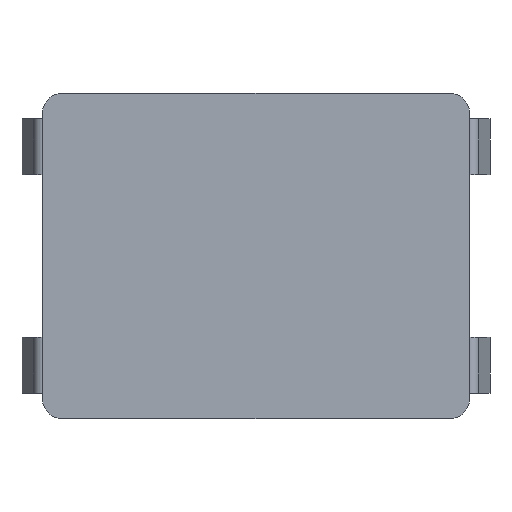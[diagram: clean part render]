
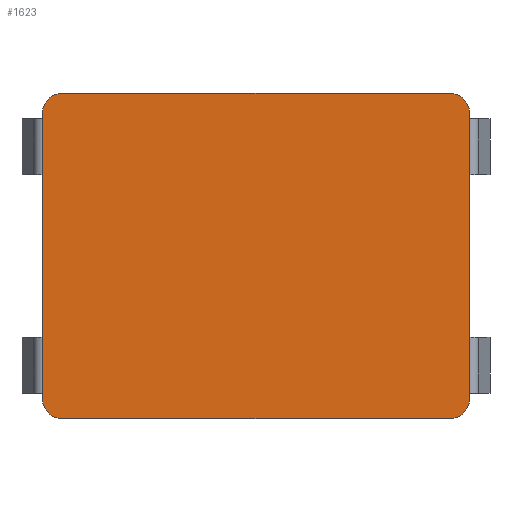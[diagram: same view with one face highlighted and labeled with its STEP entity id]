
A CAD part, front view. The second image highlights one B-rep face of the part: STEP entity #1623.
In plain terms, the highlighted planar face has unit normal (0, -1, 0).
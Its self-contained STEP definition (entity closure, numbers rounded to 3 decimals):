
#50 = LINE ( 'NONE', #1809, #279 ) ;
#65 = EDGE_CURVE ( 'NONE', #415, #541, #50, .T. ) ;
#66 = ORIENTED_EDGE ( 'NONE', *, *, #990, .F. ) ;
#94 = DIRECTION ( 'NONE',  ( 0., 1., 0. ) ) ;
#163 = ORIENTED_EDGE ( 'NONE', *, *, #1428, .F. ) ;
#166 = DIRECTION ( 'NONE',  ( 0., 0., 1. ) ) ;
#192 = DIRECTION ( 'NONE',  ( 0., 0., -1. ) ) ;
#200 = DIRECTION ( 'NONE',  ( 0., 0., 1. ) ) ;
#246 = CIRCLE ( 'NONE', #1156, 0.2 ) ;
#279 = VECTOR ( 'NONE', #922, 1000. ) ;
#324 = CIRCLE ( 'NONE', #500, 0.2 ) ;
#340 = LINE ( 'NONE', #1474, #1326 ) ;
#368 = LINE ( 'NONE', #902, #512 ) ;
#415 = VERTEX_POINT ( 'NONE', #1353 ) ;
#446 = CARTESIAN_POINT ( 'NONE',  ( -1.9, 0., -1.6 ) ) ;
#452 = CARTESIAN_POINT ( 'NONE',  ( -2.1, 0., 1.4 ) ) ;
#465 = ORIENTED_EDGE ( 'NONE', *, *, #1346, .F. ) ;
#482 = AXIS2_PLACEMENT_3D ( 'NONE', #1132, #1122, #200 ) ;
#497 = ORIENTED_EDGE ( 'NONE', *, *, #1823, .F. ) ;
#500 = AXIS2_PLACEMENT_3D ( 'NONE', #657, #1861, #192 ) ;
#507 = VERTEX_POINT ( 'NONE', #1339 ) ;
#512 = VECTOR ( 'NONE', #1075, 1000. ) ;
#541 = VERTEX_POINT ( 'NONE', #565 ) ;
#543 = ORIENTED_EDGE ( 'NONE', *, *, #630, .F. ) ;
#565 = CARTESIAN_POINT ( 'NONE',  ( 1.9, 0., 1.6 ) ) ;
#630 = EDGE_CURVE ( 'NONE', #1010, #1847, #1817, .T. ) ;
#657 = CARTESIAN_POINT ( 'NONE',  ( -1.9, 0., 1.4 ) ) ;
#677 = CARTESIAN_POINT ( 'NONE',  ( 1.9, 0., -1.4 ) ) ;
#682 = FACE_OUTER_BOUND ( 'NONE', #1038, .T. ) ;
#683 = DIRECTION ( 'NONE',  ( 0., 0., -1. ) ) ;
#796 = CARTESIAN_POINT ( 'NONE',  ( 1.9, 0., 1.4 ) ) ;
#868 = DIRECTION ( 'NONE',  ( 0., 0., 1. ) ) ;
#878 = AXIS2_PLACEMENT_3D ( 'NONE', #796, #1099, #166 ) ;
#884 = EDGE_CURVE ( 'NONE', #1087, #1151, #340, .T. ) ;
#900 = CARTESIAN_POINT ( 'NONE',  ( 2.1, 0., -1.4 ) ) ;
#902 = CARTESIAN_POINT ( 'NONE',  ( 1.9, 0., -1.6 ) ) ;
#922 = DIRECTION ( 'NONE',  ( 1., 0., 0. ) ) ;
#990 = EDGE_CURVE ( 'NONE', #1847, #507, #1770, .T. ) ;
#1010 = VERTEX_POINT ( 'NONE', #446 ) ;
#1017 = CARTESIAN_POINT ( 'NONE',  ( 1.9, 0., 1.4 ) ) ;
#1020 = AXIS2_PLACEMENT_3D ( 'NONE', #1017, #94, #868 ) ;
#1038 = EDGE_LOOP ( 'NONE', ( #1920, #1439, #163, #66, #543, #497, #465, #1870 ) ) ;
#1050 = CIRCLE ( 'NONE', #878, 0.2 ) ;
#1075 = DIRECTION ( 'NONE',  ( -1., 0., 0. ) ) ;
#1087 = VERTEX_POINT ( 'NONE', #1258 ) ;
#1099 = DIRECTION ( 'NONE',  ( 0., 1., 0. ) ) ;
#1122 = DIRECTION ( 'NONE',  ( 0., 1., 0. ) ) ;
#1132 = CARTESIAN_POINT ( 'NONE',  ( -1.9, 0., -1.4 ) ) ;
#1151 = VERTEX_POINT ( 'NONE', #900 ) ;
#1156 = AXIS2_PLACEMENT_3D ( 'NONE', #677, #1728, #1746 ) ;
#1246 = DIRECTION ( 'NONE',  ( 0., 0., 1. ) ) ;
#1255 = EDGE_CURVE ( 'NONE', #541, #1087, #1050, .T. ) ;
#1258 = CARTESIAN_POINT ( 'NONE',  ( 2.1, 0., 1.4 ) ) ;
#1326 = VECTOR ( 'NONE', #683, 1000. ) ;
#1339 = CARTESIAN_POINT ( 'NONE',  ( -2.1, 0., 1.4 ) ) ;
#1346 = EDGE_CURVE ( 'NONE', #1151, #1489, #246, .T. ) ;
#1353 = CARTESIAN_POINT ( 'NONE',  ( -1.9, 0., 1.6 ) ) ;
#1428 = EDGE_CURVE ( 'NONE', #507, #415, #324, .T. ) ;
#1439 = ORIENTED_EDGE ( 'NONE', *, *, #65, .F. ) ;
#1474 = CARTESIAN_POINT ( 'NONE',  ( 2.1, 0., 1.4 ) ) ;
#1489 = VERTEX_POINT ( 'NONE', #1755 ) ;
#1498 = PLANE ( 'NONE',  #1020 ) ;
#1547 = VECTOR ( 'NONE', #1246, 1000. ) ;
#1561 = CARTESIAN_POINT ( 'NONE',  ( -2.1, 0., -1.4 ) ) ;
#1623 = ADVANCED_FACE ( 'NONE', ( #682 ), #1498, .F. ) ;
#1728 = DIRECTION ( 'NONE',  ( 0., 1., 0. ) ) ;
#1746 = DIRECTION ( 'NONE',  ( 0., 0., 1. ) ) ;
#1755 = CARTESIAN_POINT ( 'NONE',  ( 1.9, 0., -1.6 ) ) ;
#1770 = LINE ( 'NONE', #452, #1547 ) ;
#1809 = CARTESIAN_POINT ( 'NONE',  ( 1.9, 0., 1.6 ) ) ;
#1817 = CIRCLE ( 'NONE', #482, 0.2 ) ;
#1823 = EDGE_CURVE ( 'NONE', #1489, #1010, #368, .T. ) ;
#1847 = VERTEX_POINT ( 'NONE', #1561 ) ;
#1861 = DIRECTION ( 'NONE',  ( 0., 1., 0. ) ) ;
#1870 = ORIENTED_EDGE ( 'NONE', *, *, #884, .F. ) ;
#1920 = ORIENTED_EDGE ( 'NONE', *, *, #1255, .F. ) ;
